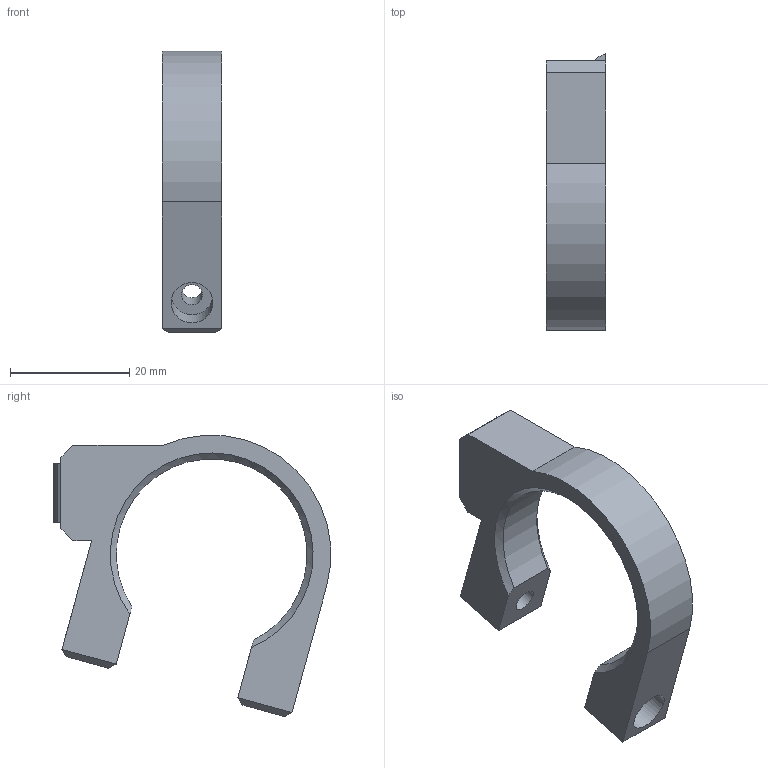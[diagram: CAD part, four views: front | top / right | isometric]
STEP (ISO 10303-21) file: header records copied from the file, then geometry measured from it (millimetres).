
FILE_DESCRIPTION(('FreeCAD Model'),'2;1');
FILE_NAME('Open CASCADE Shape Model','2025-05-24T17:41:23',(''),(''), 'Open CASCADE STEP processor 7.6','FreeCAD','Unknown');
FILE_SCHEMA(('AUTOMOTIVE_DESIGN { 1 0 10303 214 1 1 1 1 }'));
Length unit declared in the file: millimetre
Products named in the file (1): RecorderPart
Bounding box: 10 x 46.48 x 47.16 mm (x, y, z)
Volume: 6332.1 mm3; surface area: 4131.2 mm2
Topology: 1 solids, 1 shells, 39 faces, 98 edges, 62 vertices
Faces by surface type: plane 31, cylinder 6, cone 2
Full cylindrical faces by diameter (mm): 3.5 x1, 4 x1, 7 x1
Entity records: 2487 total; most frequent: CARTESIAN_POINT 458, DIRECTION 381, LINE 256, VECTOR 256, ORIENTED_EDGE 196, PCURVE 196, DEFINITIONAL_REPRESENTATION 196, EDGE_CURVE 98
